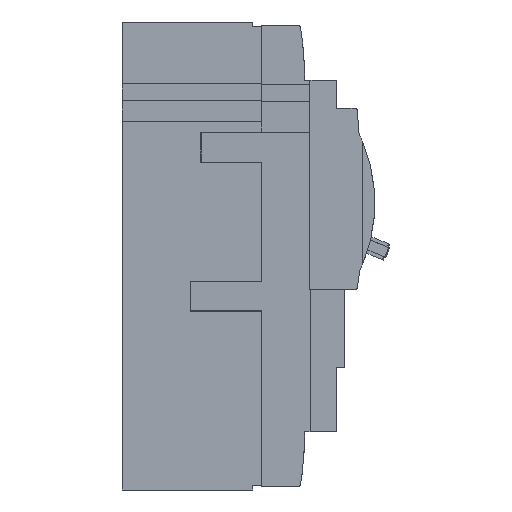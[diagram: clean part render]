
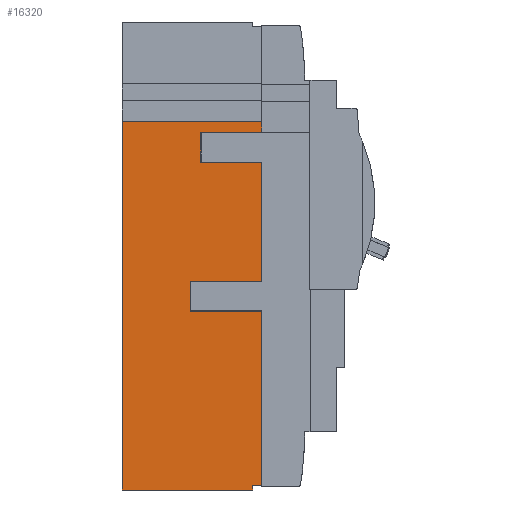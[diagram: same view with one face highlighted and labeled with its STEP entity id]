
A CAD part, left-side view. The second image highlights one B-rep face of the part: STEP entity #16320.
In plain terms, the highlighted planar face has unit normal (-1, 0, 0).
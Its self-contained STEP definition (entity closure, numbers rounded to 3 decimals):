
#9576=VERTEX_POINT('',#28624);
#10250=VERTEX_POINT('',#29365);
#10382=VERTEX_POINT('',#29506);
#10926=EDGE_CURVE('',#10250,#20132,#30096,.T.);
#11652=VERTEX_POINT('',#30891);
#11874=EDGE_CURVE('',#19298,#19408,#31137,.T.);
#12098=VERTEX_POINT('',#31384);
#12428=EDGE_CURVE('',#21080,#21714,#31741,.T.);
#12644=EDGE_CURVE('',#10250,#21080,#31975,.T.);
#13652=EDGE_CURVE('',#20132,#19298,#33066,.T.);
#15996=EDGE_CURVE('',#10382,#21714,#35651,.T.);
#16248=EDGE_CURVE('',#27336,#18278,#35929,.T.);
#16320=ADVANCED_FACE('',(#36011),#36012,.F.);
#17686=EDGE_CURVE('',#12098,#19408,#37485,.T.);
#18268=EDGE_CURVE('',#18278,#26844,#38116,.T.);
#18278=VERTEX_POINT('',#38127);
#19298=VERTEX_POINT('',#39261);
#19408=VERTEX_POINT('',#39389);
#19982=EDGE_CURVE('',#11652,#9576,#40013,.T.);
#20132=VERTEX_POINT('',#40176);
#21080=VERTEX_POINT('',#41221);
#21714=VERTEX_POINT('',#41911);
#24146=EDGE_CURVE('',#26844,#10382,#44607,.T.);
#25422=EDGE_CURVE('',#12098,#11652,#46001,.T.);
#26080=VERTEX_POINT('',#46717);
#26158=EDGE_CURVE('',#27336,#26080,#46801,.T.);
#26844=VERTEX_POINT('',#47545);
#27336=VERTEX_POINT('',#48082);
#27424=EDGE_CURVE('',#9576,#26080,#48179,.T.);
#28624=CARTESIAN_POINT('',(-52.45,-26.4,-21.305));
#29365=CARTESIAN_POINT('',(-52.45,-53.999,47.795));
#29506=CARTESIAN_POINT('',(-52.45,0.0,-90.505));
#30096=LINE('',#51677,#51678);
#30891=CARTESIAN_POINT('',(-52.45,-26.4,-9.705));
#31137=LINE('',#53201,#53202);
#31384=CARTESIAN_POINT('',(-52.45,-54.,-9.705));
#31741=LINE('',#54043,#54044);
#31975=LINE('',#54399,#54400);
#33066=LINE('',#56034,#56035);
#35651=LINE('',#59785,#59786);
#35929=LINE('',#60238,#60239);
#36011=FACE_OUTER_BOUND('',#60355,.T.);
#36012=PLANE('',#60356);
#37485=LINE('',#62532,#62533);
#38116=LINE('',#63456,#63457);
#38127=CARTESIAN_POINT('',(-52.45,-50.5,-88.905));
#39261=CARTESIAN_POINT('',(-52.45,-30.4,36.195));
#39389=CARTESIAN_POINT('',(-52.45,-54.,36.195));
#40013=LINE('',#66201,#66202);
#40176=CARTESIAN_POINT('',(-52.45,-30.4,47.795));
#41221=CARTESIAN_POINT('',(-52.45,-53.999,51.995));
#41911=CARTESIAN_POINT('',(-52.45,0.0,51.995));
#44607=LINE('',#72741,#72742);
#46001=LINE('',#74771,#74772);
#46717=CARTESIAN_POINT('',(-52.45,-54.,-21.305));
#46801=LINE('',#75947,#75948);
#47545=CARTESIAN_POINT('',(-52.45,-50.5,-90.505));
#48082=CARTESIAN_POINT('',(-52.45,-54.,-88.905));
#48179=LINE('',#77942,#77943);
#51677=CARTESIAN_POINT('',(-52.45,-54.0,47.795));
#51678=VECTOR('',#81427,1.0);
#53201=CARTESIAN_POINT('',(-52.45,-30.4,36.195));
#53202=VECTOR('',#82538,1.0);
#54043=CARTESIAN_POINT('',(-52.45,-12.744,51.995));
#54044=VECTOR('',#83132,1.0);
#54399=CARTESIAN_POINT('',(-52.45,-53.999,26.979));
#54400=VECTOR('',#83377,1.0);
#56034=CARTESIAN_POINT('',(-52.45,-30.4,47.795));
#56035=VECTOR('',#84452,1.0);
#59785=CARTESIAN_POINT('',(-52.45,0.0,-90.505));
#59786=VECTOR('',#87367,1.0);
#60238=CARTESIAN_POINT('',(-52.45,-54.0,-88.905));
#60239=VECTOR('',#87678,1.0);
#60355=EDGE_LOOP('',(#87774,#87775,#87776,#87777,#87778,#87779,#87780,#87781,#87782,#87783,#87784,#87785,#87786,#87787));
#60356=AXIS2_PLACEMENT_3D('',#87788,#87789,#87790);
#62532=CARTESIAN_POINT('',(-52.45,-54.,-3.921));
#62533=VECTOR('',#89197,1.0);
#63456=CARTESIAN_POINT('',(-52.45,-50.5,-88.905));
#63457=VECTOR('',#89812,1.0);
#66201=CARTESIAN_POINT('',(-52.45,-26.4,-9.705));
#66202=VECTOR('',#91931,1.0);
#72741=CARTESIAN_POINT('',(-52.45,-50.5,-90.505));
#72742=VECTOR('',#96941,1.0);
#74771=CARTESIAN_POINT('',(-52.45,-54.0,-9.705));
#74772=VECTOR('',#98387,1.0);
#75947=CARTESIAN_POINT('',(-52.45,-54.,-43.521));
#75948=VECTOR('',#99230,1.0);
#77942=CARTESIAN_POINT('',(-52.45,-26.4,-21.305));
#77943=VECTOR('',#100648,1.0);
#81427=DIRECTION('',(0.0,1.0,0.0));
#82538=DIRECTION('',(0.0,-1.0,0.0));
#83132=DIRECTION('',(-0.0,1.0,0.0));
#83377=DIRECTION('',(0.0,0.0,1.0));
#84452=DIRECTION('',(0.0,0.0,-1.0));
#87367=DIRECTION('',(0.0,0.0,1.0));
#87678=DIRECTION('',(0.0,1.0,0.0));
#87774=ORIENTED_EDGE('',*,*,#26158,.T.);
#87775=ORIENTED_EDGE('',*,*,#27424,.F.);
#87776=ORIENTED_EDGE('',*,*,#19982,.F.);
#87777=ORIENTED_EDGE('',*,*,#25422,.F.);
#87778=ORIENTED_EDGE('',*,*,#17686,.T.);
#87779=ORIENTED_EDGE('',*,*,#11874,.F.);
#87780=ORIENTED_EDGE('',*,*,#13652,.F.);
#87781=ORIENTED_EDGE('',*,*,#10926,.F.);
#87782=ORIENTED_EDGE('',*,*,#12644,.T.);
#87783=ORIENTED_EDGE('',*,*,#12428,.T.);
#87784=ORIENTED_EDGE('',*,*,#15996,.F.);
#87785=ORIENTED_EDGE('',*,*,#24146,.F.);
#87786=ORIENTED_EDGE('',*,*,#18268,.F.);
#87787=ORIENTED_EDGE('',*,*,#16248,.F.);
#87788=CARTESIAN_POINT('',(-52.45,-28.469,1.963));
#87789=DIRECTION('',(1.0,0.0,0.0));
#87790=DIRECTION('',(0.0,1.0,0.0));
#89197=DIRECTION('',(0.0,0.0,1.0));
#89812=DIRECTION('',(0.0,0.0,-1.0));
#91931=DIRECTION('',(0.0,0.0,-1.0));
#96941=DIRECTION('',(0.0,1.0,0.0));
#98387=DIRECTION('',(0.0,1.0,0.0));
#99230=DIRECTION('',(0.0,0.0,1.0));
#100648=DIRECTION('',(0.0,-1.0,0.0));
